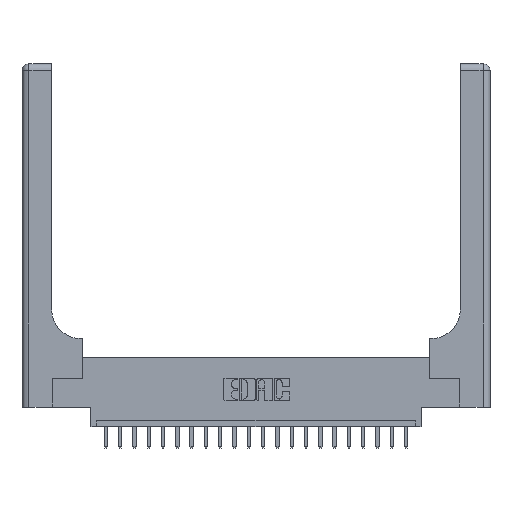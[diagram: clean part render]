
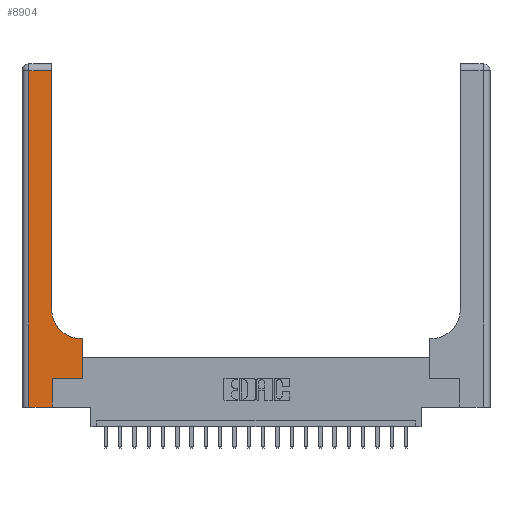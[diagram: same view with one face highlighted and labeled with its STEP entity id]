
A CAD part, top view. The second image highlights one B-rep face of the part: STEP entity #8904.
In plain terms, the highlighted planar face has unit normal (0, 0, 1).
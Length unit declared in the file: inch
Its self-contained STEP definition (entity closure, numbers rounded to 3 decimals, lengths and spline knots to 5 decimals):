
#371 = ORIENTED_EDGE ( 'NONE', *, *, #761, .T. ) ;
#477 = CARTESIAN_POINT ( 'NONE',  ( 0.06, 3., 0.37 ) ) ;
#523 = CARTESIAN_POINT ( 'NONE',  ( 0., 3., 0.37 ) ) ;
#562 = VECTOR ( 'NONE', #14360, 39.37008 ) ;
#608 = LINE ( 'NONE', #21252, #5792 ) ;
#761 = EDGE_CURVE ( 'NONE', #10745, #2055, #11766, .T. ) ;
#1157 = AXIS2_PLACEMENT_3D ( 'NONE', #3760, #1747, #10135 ) ;
#1335 = LINE ( 'NONE', #16905, #18774 ) ;
#1747 = DIRECTION ( 'NONE',  ( 0., 0., -1. ) ) ;
#2055 = VERTEX_POINT ( 'NONE', #21362 ) ;
#2190 = DIRECTION ( 'NONE',  ( -1., 0., 0. ) ) ;
#2252 = LINE ( 'NONE', #14211, #21637 ) ;
#2308 = ORIENTED_EDGE ( 'NONE', *, *, #14796, .T. ) ;
#2716 = ORIENTED_EDGE ( 'NONE', *, *, #7198, .T. ) ;
#3269 = VERTEX_POINT ( 'NONE', #16617 ) ;
#3460 = VERTEX_POINT ( 'NONE', #15810 ) ;
#3577 = DIRECTION ( 'NONE',  ( 0., 0., -1. ) ) ;
#3760 = CARTESIAN_POINT ( 'NONE',  ( 0.51, 0.85, 0.37 ) ) ;
#3924 = CARTESIAN_POINT ( 'NONE',  ( 0.528, 0.25, 0.37 ) ) ;
#4007 = DIRECTION ( 'NONE',  ( -1., 0., 0. ) ) ;
#4376 = CIRCLE ( 'NONE', #1157, 0.25 ) ;
#4640 = CARTESIAN_POINT ( 'NONE',  ( 0.265, 0.25, 0.37 ) ) ;
#5024 = EDGE_CURVE ( 'NONE', #3460, #10745, #15828, .T. ) ;
#5600 = VERTEX_POINT ( 'NONE', #13997 ) ;
#5790 = PLANE ( 'NONE',  #16227 ) ;
#5792 = VECTOR ( 'NONE', #2190, 39.37008 ) ;
#6440 = VERTEX_POINT ( 'NONE', #9229 ) ;
#7198 = EDGE_CURVE ( 'NONE', #2055, #19386, #2252, .T. ) ;
#7355 = ORIENTED_EDGE ( 'NONE', *, *, #5024, .T. ) ;
#7880 = VECTOR ( 'NONE', #19823, 39.37008 ) ;
#8576 = EDGE_CURVE ( 'NONE', #14741, #6440, #10992, .T. ) ;
#8773 = EDGE_CURVE ( 'NONE', #19386, #14741, #1335, .T. ) ;
#8904 = ADVANCED_FACE ( 'NONE', ( #14182 ), #5790, .F. ) ;
#9229 = CARTESIAN_POINT ( 'NONE',  ( 0.528, 0.6, 0.37 ) ) ;
#9822 = VECTOR ( 'NONE', #21097, 39.37008 ) ;
#10135 = DIRECTION ( 'NONE',  ( 1., 0., 0. ) ) ;
#10745 = VERTEX_POINT ( 'NONE', #14810 ) ;
#10992 = LINE ( 'NONE', #3924, #9822 ) ;
#11226 = DIRECTION ( 'NONE',  ( 0., 1., 0. ) ) ;
#11387 = CARTESIAN_POINT ( 'NONE',  ( 0.528, 0.25, 0.37 ) ) ;
#11602 = EDGE_LOOP ( 'NONE', ( #15875, #2308, #7355, #371, #2716, #20256, #13074, #14067, #20309 ) ) ;
#11766 = LINE ( 'NONE', #17050, #17809 ) ;
#12903 = LINE ( 'NONE', #21330, #20143 ) ;
#13074 = ORIENTED_EDGE ( 'NONE', *, *, #8576, .T. ) ;
#13997 = CARTESIAN_POINT ( 'NONE',  ( 0.26, 0.85, 0.37 ) ) ;
#14067 = ORIENTED_EDGE ( 'NONE', *, *, #17394, .T. ) ;
#14092 = DIRECTION ( 'NONE',  ( 0., 1., 0. ) ) ;
#14182 = FACE_OUTER_BOUND ( 'NONE', #11602, .T. ) ;
#14211 = CARTESIAN_POINT ( 'NONE',  ( 0.265, 0., 0.37 ) ) ;
#14360 = DIRECTION ( 'NONE',  ( 0., -1., 0. ) ) ;
#14741 = VERTEX_POINT ( 'NONE', #11387 ) ;
#14796 = EDGE_CURVE ( 'NONE', #3269, #3460, #18256, .T. ) ;
#14810 = CARTESIAN_POINT ( 'NONE',  ( 0.06, 0., 0.37 ) ) ;
#15251 = DIRECTION ( 'NONE',  ( 1., 0., 0. ) ) ;
#15810 = CARTESIAN_POINT ( 'NONE',  ( 0.06, 2.94, 0.37 ) ) ;
#15828 = LINE ( 'NONE', #477, #562 ) ;
#15875 = ORIENTED_EDGE ( 'NONE', *, *, #16678, .T. ) ;
#16227 = AXIS2_PLACEMENT_3D ( 'NONE', #523, #3577, #4007 ) ;
#16617 = CARTESIAN_POINT ( 'NONE',  ( 0.26, 2.94, 0.37 ) ) ;
#16678 = EDGE_CURVE ( 'NONE', #5600, #3269, #12903, .T. ) ;
#16905 = CARTESIAN_POINT ( 'NONE',  ( 0.265, 0.25, 0.37 ) ) ;
#17050 = CARTESIAN_POINT ( 'NONE',  ( 0., 0., 0.37 ) ) ;
#17200 = EDGE_CURVE ( 'NONE', #18326, #5600, #4376, .T. ) ;
#17394 = EDGE_CURVE ( 'NONE', #6440, #18326, #608, .T. ) ;
#17538 = CARTESIAN_POINT ( 'NONE',  ( 0.51, 0.6, 0.37 ) ) ;
#17809 = VECTOR ( 'NONE', #15251, 39.37008 ) ;
#18256 = LINE ( 'NONE', #21605, #7880 ) ;
#18326 = VERTEX_POINT ( 'NONE', #17538 ) ;
#18774 = VECTOR ( 'NONE', #22216, 39.37008 ) ;
#19386 = VERTEX_POINT ( 'NONE', #4640 ) ;
#19823 = DIRECTION ( 'NONE',  ( -1., 0., 0. ) ) ;
#20143 = VECTOR ( 'NONE', #11226, 39.37008 ) ;
#20256 = ORIENTED_EDGE ( 'NONE', *, *, #8773, .T. ) ;
#20309 = ORIENTED_EDGE ( 'NONE', *, *, #17200, .T. ) ;
#21097 = DIRECTION ( 'NONE',  ( 0., 1., 0. ) ) ;
#21252 = CARTESIAN_POINT ( 'NONE',  ( 0.26, 0.6, 0.37 ) ) ;
#21330 = CARTESIAN_POINT ( 'NONE',  ( 0.26, 3., 0.37 ) ) ;
#21362 = CARTESIAN_POINT ( 'NONE',  ( 0.265, 0., 0.37 ) ) ;
#21605 = CARTESIAN_POINT ( 'NONE',  ( 0., 2.94, 0.37 ) ) ;
#21637 = VECTOR ( 'NONE', #14092, 39.37008 ) ;
#22216 = DIRECTION ( 'NONE',  ( 1., 0., 0. ) ) ;
